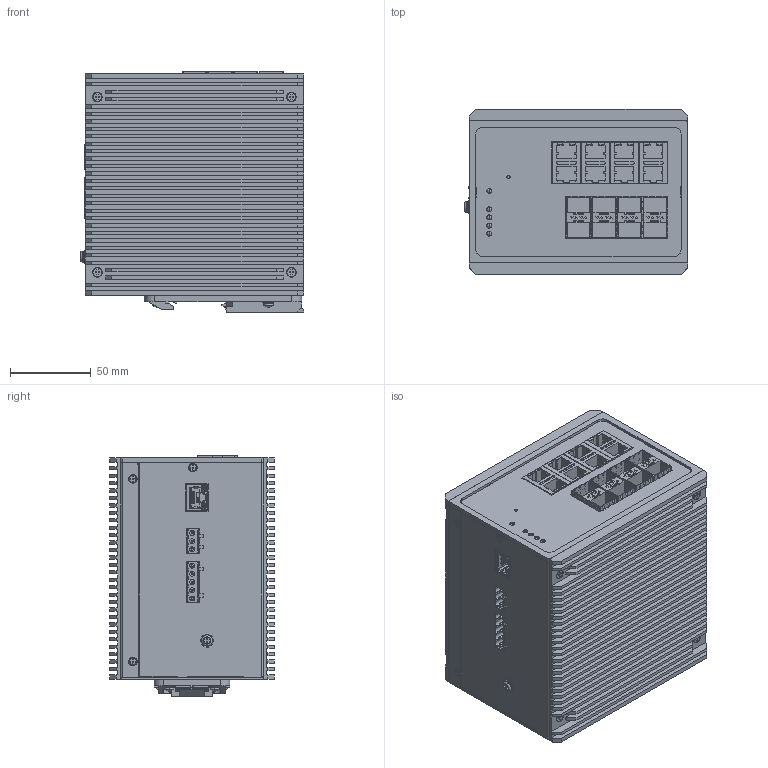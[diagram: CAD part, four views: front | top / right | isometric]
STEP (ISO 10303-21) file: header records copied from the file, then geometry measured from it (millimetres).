
FILE_DESCRIPTION((''),'2;1');
FILE_NAME('300071825-SICOM3000A-4GX16GE-L2_ASM','2024-06-11T14:20:40',('wangzixiong'),(''),'CREO PARAMETRIC BY PTC INC, 2021023','CREO PARAMETRIC BY PTC INC, 2021023','');
FILE_SCHEMA(('CONFIG_CONTROL_DESIGN'));
Products named in the file (43): _3000A-8800_5; M40001_1; _SICOM3000A0001_ASM_5_ASM; _88000_1; _88000_6; _0001_ASM_1_ASM; 000_1-16941; M30001_1; _88000_ASM_1_ASM; 000_1-34389; 00_1-38579; 0002_ASM_1_ASM; M40003_1; M40004_1; M40002_ASM_1_ASM; M2-5X40001_1; M3X80001_1; 106020004-RESET_1; 102990206-1-2SFP_1; 1X40_1; 104102003-1X10_1; RJ00_1-74049; RJ00_1-91729; 00_1-92753; 00_1-93776; 100_1; 200_1; 300_1; 400_1; 500_1; 600_1; 700_1; 800_1; RJ00_1-102041; RJ0004_1; 107022111-1X1RJ45-0001_ASM_1_ASM; 107011511-5-508-JH0001_1; 107011501-3-508-JH0001_1; 1X2-RJ45__1; 3000A000_1 ...
Assembly tree (74 placements, depth 4):
  300071825-SICOM3000A-4GX16GE-L2_ASM
    SICOM3000A_ASM_10_ASM
      _SICOM3000A0001_ASM_5_ASM
        _3000A-8800_5
        M40001_1
      _0001_ASM_1_ASM
        _88000_1
        _88000_6
      _88000_ASM_1_ASM
        000_1-16941
        M30001_1  x4
      0002_ASM_1_ASM
        000_1-34389
        00_1-38579
      M40002_ASM_1_ASM
        M40003_1
        M40004_1
      M2-5X40001_1  x13
      M3X80001_1  x4
      106020004-RESET_1
      102990206-1-2SFP_1  x4
      1X40_1
      104102003-1X10_1
      107022111-1X1RJ45-0001_ASM_1_ASM
        RJ00_1-74049
        RJ00_1-91729
        00_1-92753
        00_1-93776
        100_1
        200_1
        300_1
        400_1
        500_1
        600_1
        700_1
        800_1
        RJ00_1-102041
        RJ0004_1
      107011511-5-508-JH0001_1
      107011501-3-508-JH0001_1
      1X2-RJ45__1  x4
      3000A000_1  x2
      M3X60001_3  x8
Bounding box: 138 x 102 x 148.9 mm (x, y, z)
Volume: 362350.3 mm3; surface area: 411301.3 mm2
Topology: 67 solids, 67 shells, 5991 faces, 16687 edges, 11110 vertices
Faces by surface type: plane 4485, cylinder 1258, cone 98, bspline 50, extrusion 48, torus 34, sphere 18
Entity records: 131880 total; most frequent: CARTESIAN_POINT 26454, ORIENTED_EDGE 22242, DIRECTION 21067, EDGE_CURVE 11121, VECTOR 8783, LINE 8759, VERTEX_POINT 7258, AXIS2_PLACEMENT_3D 6142
